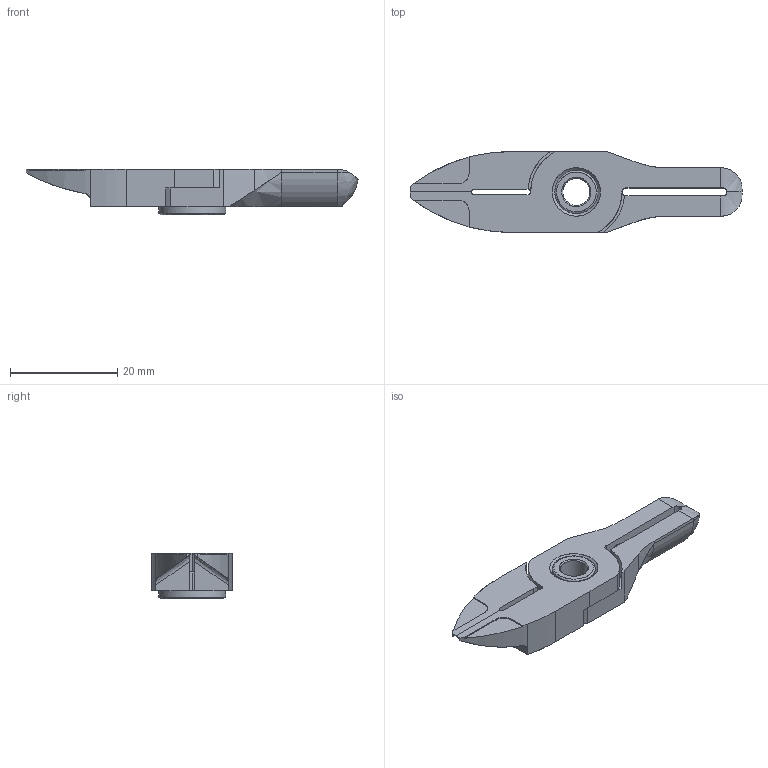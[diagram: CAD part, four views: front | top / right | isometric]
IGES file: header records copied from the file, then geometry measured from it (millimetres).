
Global section: file name: 28H1.igs; native system: Rhinoceros ( Jan  9 2024 ); preprocessor: Trout Lake IGES 012 Jan  9 2024; date: 240201.001002; units: millimetre
Bounding box: 61.87 x 15 x 8.5 mm (x, y, z)
Surface area: 3818.3 mm2 (no closed solid volume)
Topology: 0 solids, 0 shells, 105 faces, 686 edges, 661 vertices
Faces by surface type: bspline 105
